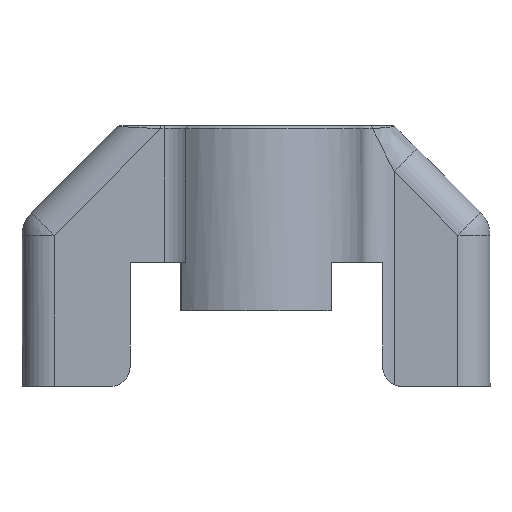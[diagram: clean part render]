
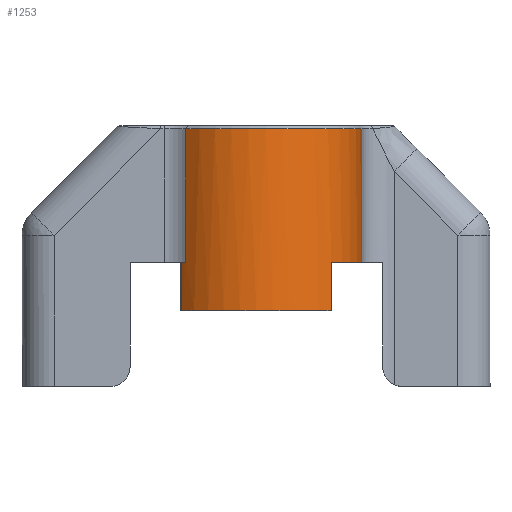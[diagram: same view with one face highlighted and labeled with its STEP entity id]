
A CAD part, front view. The second image highlights one B-rep face of the part: STEP entity #1253.
In plain terms, the highlighted cylindrical face has radius 16.635 mm (diameter 33.27 mm), a partial arc.
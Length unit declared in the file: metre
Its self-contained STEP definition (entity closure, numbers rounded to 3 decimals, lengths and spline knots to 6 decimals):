
#39=CYLINDRICAL_SURFACE('',#1386,0.016635);
#89=CIRCLE('',#1321,0.016635);
#105=CIRCLE('',#1341,0.016635);
#110=CIRCLE('',#1348,0.016635);
#122=CIRCLE('',#1387,0.016635);
#313=ORIENTED_EDGE('',*,*,#634,.T.);
#314=ORIENTED_EDGE('',*,*,#635,.T.);
#315=ORIENTED_EDGE('',*,*,#636,.T.);
#316=ORIENTED_EDGE('',*,*,#567,.T.);
#317=ORIENTED_EDGE('',*,*,#637,.T.);
#318=ORIENTED_EDGE('',*,*,#583,.T.);
#319=ORIENTED_EDGE('',*,*,#638,.T.);
#320=ORIENTED_EDGE('',*,*,#528,.T.);
#528=EDGE_CURVE('',#713,#712,#89,.T.);
#567=EDGE_CURVE('',#751,#750,#105,.F.);
#583=EDGE_CURVE('',#763,#762,#110,.F.);
#634=EDGE_CURVE('',#712,#798,#889,.T.);
#635=EDGE_CURVE('',#798,#799,#122,.F.);
#636=EDGE_CURVE('',#799,#751,#890,.F.);
#637=EDGE_CURVE('',#750,#763,#891,.F.);
#638=EDGE_CURVE('',#762,#713,#892,.T.);
#712=VERTEX_POINT('',#1868);
#713=VERTEX_POINT('',#1870);
#750=VERTEX_POINT('',#1976);
#751=VERTEX_POINT('',#1978);
#762=VERTEX_POINT('',#2006);
#763=VERTEX_POINT('',#2008);
#798=VERTEX_POINT('',#2116);
#799=VERTEX_POINT('',#2120);
#889=LINE('',#2117,#990);
#890=LINE('',#2121,#991);
#891=LINE('',#2122,#992);
#892=LINE('',#2123,#993);
#990=VECTOR('',#1672,1.);
#991=VECTOR('',#1677,1.);
#992=VECTOR('',#1678,1.);
#993=VECTOR('',#1679,1.);
#1052=EDGE_LOOP('',(#313,#314,#315,#316,#317,#318,#319,#320));
#1140=FACE_BOUND('',#1052,.T.);
#1253=ADVANCED_FACE('',(#1140),#39,.T.);
#1321=AXIS2_PLACEMENT_3D('',#1869,#1480,#1481);
#1341=AXIS2_PLACEMENT_3D('',#1977,#1539,#1540);
#1348=AXIS2_PLACEMENT_3D('',#2007,#1564,#1565);
#1386=AXIS2_PLACEMENT_3D('',#2118,#1673,#1674);
#1387=AXIS2_PLACEMENT_3D('',#2119,#1675,#1676);
#1480=DIRECTION('',(0.,0.,1.));
#1481=DIRECTION('',(1.,0.,0.));
#1539=DIRECTION('',(0.,0.,1.));
#1540=DIRECTION('',(1.,0.,0.));
#1564=DIRECTION('',(0.,0.,-1.));
#1565=DIRECTION('',(-1.,0.,0.));
#1672=DIRECTION('',(0.,0.,1.));
#1673=DIRECTION('',(0.,0.,1.));
#1674=DIRECTION('',(1.,0.,0.));
#1675=DIRECTION('',(0.,0.,1.));
#1676=DIRECTION('',(1.,0.,0.));
#1677=DIRECTION('',(0.,0.,1.));
#1678=DIRECTION('',(0.,0.,1.));
#1679=DIRECTION('',(0.,0.,1.));
#1868=CARTESIAN_POINT('',(0.016635,-0.013079,0.024623));
#1869=CARTESIAN_POINT('',(0.,-0.013079,0.024623));
#1870=CARTESIAN_POINT('',(0.011798,-0.024807,0.024623));
#1976=CARTESIAN_POINT('',(-0.011798,-0.024807,0.024623));
#1977=CARTESIAN_POINT('',(0.,-0.013079,0.024623));
#1978=CARTESIAN_POINT('',(-0.011136,-0.025436,0.024623));
#2006=CARTESIAN_POINT('',(0.011798,-0.024807,0.017003));
#2007=CARTESIAN_POINT('',(0.,-0.013079,0.017003));
#2008=CARTESIAN_POINT('',(-0.011798,-0.024807,0.017003));
#2116=CARTESIAN_POINT('',(0.016635,-0.013079,0.045713));
#2117=CARTESIAN_POINT('',(0.016635,-0.013079,0.017001));
#2118=CARTESIAN_POINT('',(0.,-0.013079,0.017001));
#2119=CARTESIAN_POINT('',(0.,-0.013079,0.045713));
#2120=CARTESIAN_POINT('',(-0.011136,-0.025436,0.045713));
#2121=CARTESIAN_POINT('',(-0.011136,-0.025436,0.017001));
#2122=CARTESIAN_POINT('',(-0.011798,-0.024807,0.017001));
#2123=CARTESIAN_POINT('',(0.011798,-0.024807,0.017001));
